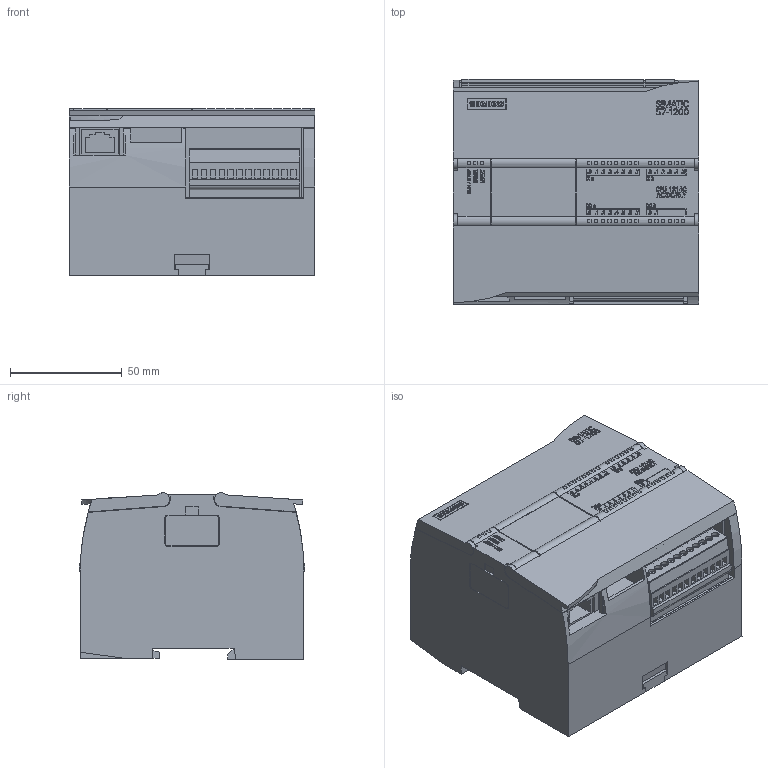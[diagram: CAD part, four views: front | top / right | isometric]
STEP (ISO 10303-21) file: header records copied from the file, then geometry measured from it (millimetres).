
FILE_DESCRIPTION(/* description */ (''),/* implementation_level */ '2;1');
FILE_NAME(/* name */ '6ES7214-1BG40-0XB0_3d.stp',/* time_stamp */ '2025-08-14T06:04:20+02:00',/* author */ (''),/* organization */ (''),/* preprocessor_version */ 'ST-DEVELOPER v20',/* originating_system */ 'SIEMENS PLM Software NX2406.8300',/* authorisation */ '');
FILE_SCHEMA (('AUTOMOTIVE_DESIGN { 1 0 10303 214 3 1 1 1 }'));
Products named in the file (7): A5E30176950A_RS-AA_002_1-labeling-cover_top; A5E30158720A_RS-AA_002_1-cover_bottom; A5E30158715A_RS-AA_003_1-cover_top; A5E32310241A_RS-AA_002_1-labeling; A5E30157758A_RS-AA_002_1-cover-signalboard; A5E30158817A_RS-AA_003_1-box; A5E32310417A_RS-AA_002_1-CAx_6ES72141BG400XB0
Assembly tree (6 placements, depth 2):
  A5E32310417A_RS-AA_002_1-CAx_6ES72141BG400XB0
    A5E30158817A_RS-AA_003_1-box
    A5E30157758A_RS-AA_002_1-cover-signalboard
    A5E32310241A_RS-AA_002_1-labeling
    A5E30158715A_RS-AA_003_1-cover_top
    A5E30158720A_RS-AA_002_1-cover_bottom
    A5E30176950A_RS-AA_002_1-labeling-cover_top
Bounding box: 110 x 100.85 x 74.56 mm (x, y, z)
Volume: 426469.2 mm3; surface area: 137977.5 mm2
Topology: 325 solids, 325 shells, 3896 faces, 9309 edges, 6211 vertices
Faces by surface type: plane 3370, extrusion 433, cylinder 93
Full cylindrical faces by diameter (mm): 2 x8, 3.4 x35, 4.3 x2
Entity records: 137993 total; most frequent: CARTESIAN_POINT 37954, ORIENTED_EDGE 18330, DIRECTION 16196, EDGE_CURVE 9165, VECTOR 8410, LINE 7977, VERTEX_POINT 6170, EDGE_LOOP 4343
